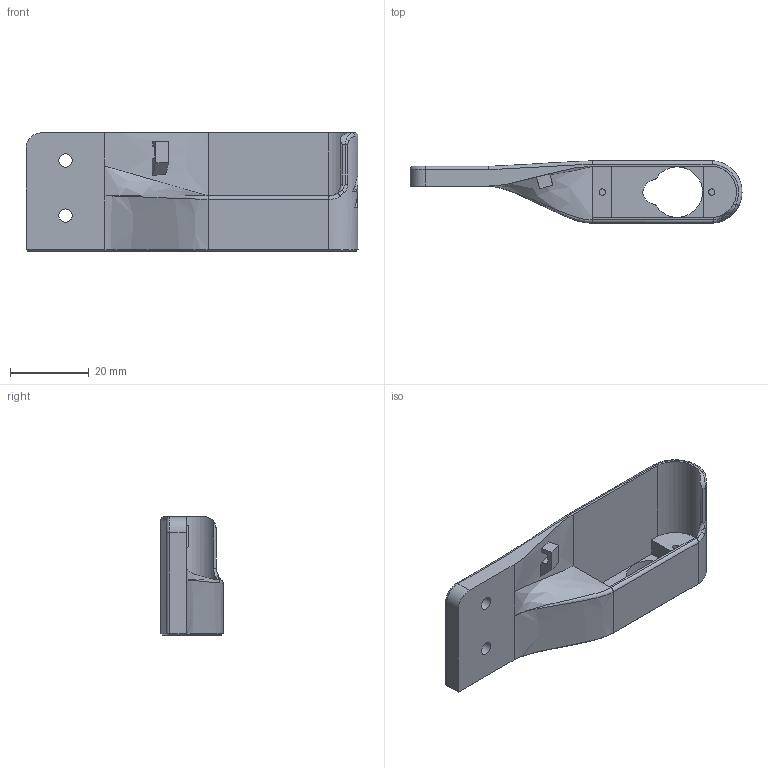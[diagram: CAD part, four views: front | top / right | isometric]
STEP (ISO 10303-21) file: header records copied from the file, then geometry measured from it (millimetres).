
FILE_DESCRIPTION(/* description */ (''),/* implementation_level */ '2;1');
FILE_NAME(/* name */ 'servo_holder_conversion.step',/* time_stamp */ '2024-07-18T23:40:59+05:30',/* author */ (''),/* organization */ (''),/* preprocessor_version */ 'ST-DEVELOPER v20',/* originating_system */ 'Autodesk Translation Framework v13.14.0.145',/* authorisation */ '');
FILE_SCHEMA (('AUTOMOTIVE_DESIGN { 1 0 10303 214 3 1 1 }'));
Length unit declared in the file: millimetre
Products named in the file (1): servo_holder_conversion
Bounding box: 84.17 x 15.8 x 30 mm (x, y, z)
Volume: 12691.1 mm3; surface area: 8446.7 mm2
Topology: 1 solids, 1 shells, 92 faces, 223 edges, 139 vertices
Faces by surface type: plane 46, cylinder 23, bspline 12, cone 8, torus 3
Full cylindrical faces by diameter (mm): 1.6 x2, 3.4 x2, 6 x2
Entity records: 3209 total; most frequent: CARTESIAN_POINT 1054, ORIENTED_EDGE 444, DIRECTION 421, EDGE_CURVE 222, AXIS2_PLACEMENT_3D 155, VERTEX_POINT 139, LINE 111, VECTOR 111
